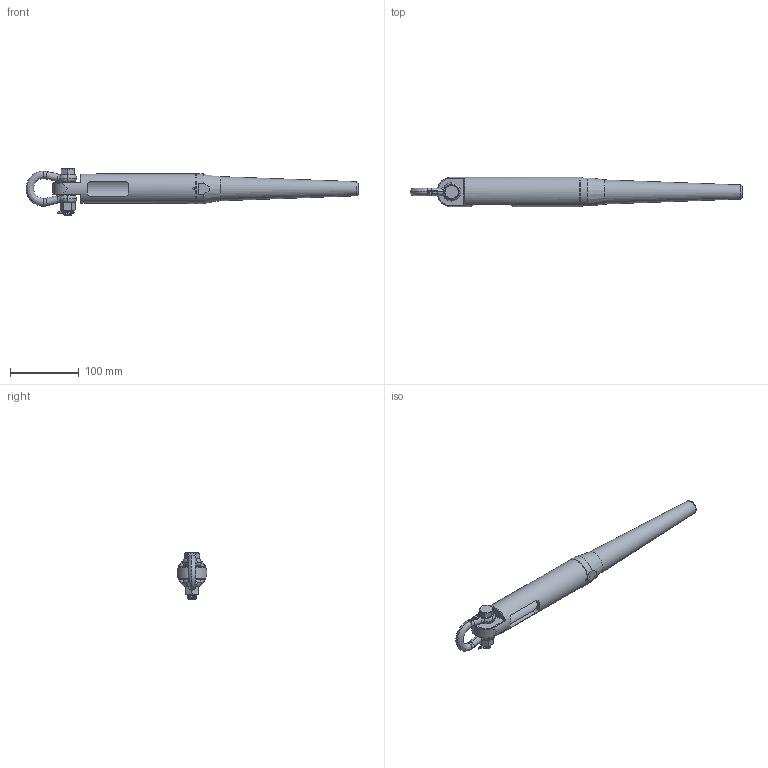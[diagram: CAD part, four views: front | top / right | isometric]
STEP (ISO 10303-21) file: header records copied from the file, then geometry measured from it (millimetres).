
FILE_DESCRIPTION(/* description */ (''),/* implementation_level */ '2;1');
FILE_NAME(/* name */ 'TrustLink Stress Termination Type II-S.stp',/* time_stamp */ '2015-12-09T09:25:08+01:00',/* author */ ('sh'),/* organization */ (''),/* preprocessor_version */ 'ST-DEVELOPER v15.2',/* originating_system */ 'Autodesk Inventor 2014',/* authorisation */ '');
FILE_SCHEMA (('AUTOMOTIVE_DESIGN { 1 0 10303 214 3 1 1 }'));
Length unit declared in the file: millimetre
Products named in the file (1): TrustLink Stress Termination Type II-S
Bounding box: 482.99 x 43 x 67 mm (x, y, z)
Volume: 362134.6 mm3; surface area: 67720.2 mm2
Topology: 2 solids, 2 shells, 435 faces, 1158 edges, 725 vertices
Faces by surface type: bspline 170, plane 143, cylinder 85, cone 30, torus 7
Full cylindrical faces by diameter (mm): 32 x1, 43 x2
Entity records: 21561 total; most frequent: CARTESIAN_POINT 11931, ORIENTED_EDGE 2280, DIRECTION 1383, EDGE_CURVE 1140, VERTEX_POINT 722, AXIS2_PLACEMENT_3D 518, EDGE_LOOP 452, B_SPLINE_CURVE_WITH_KNOTS 443
